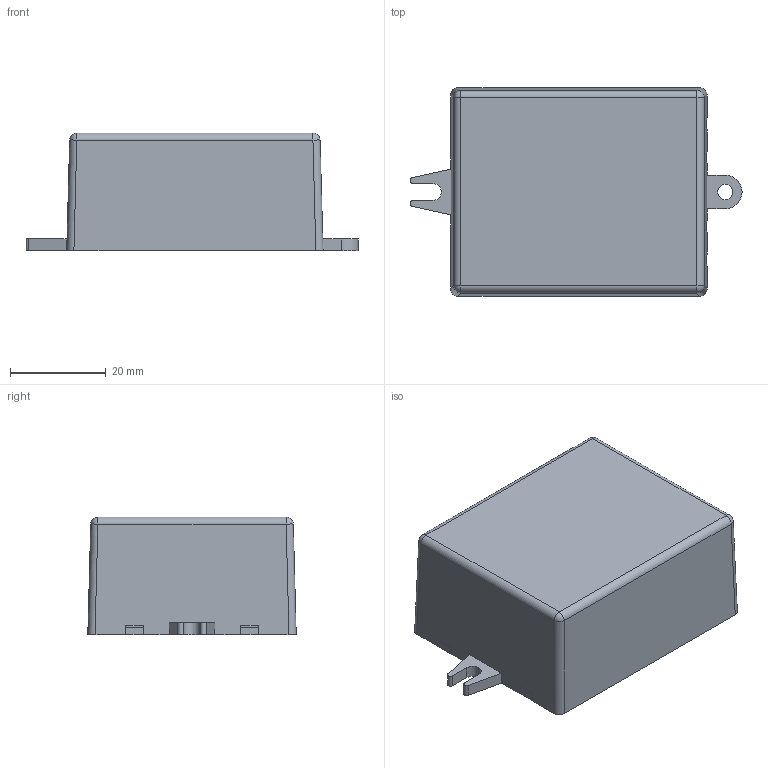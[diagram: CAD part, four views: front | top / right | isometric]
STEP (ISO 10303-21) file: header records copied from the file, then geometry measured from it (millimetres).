
FILE_DESCRIPTION((''),'2;1');
FILE_NAME('LSC20W--_ASM','2019-02-19T',('wsenga'),(''),'PRO/ENGINEER BY PARAMETRIC TECHNOLOGY CORPORATION, 2012360','PRO/ENGINEER BY PARAMETRIC TECHNOLOGY CORPORATION, 2012360','');
FILE_SCHEMA(('CONFIG_CONTROL_DESIGN'));
Length unit declared in the file: millimetre
Products named in the file (3): MAWLSC20W--1A; MAWLSC20W--2A; LSC20W--_ASM
Assembly tree (2 placements, depth 2):
  LSC20W--_ASM
    MAWLSC20W--1A
    MAWLSC20W--2A
Bounding box: 69.3 x 43.5 x 24.6 mm (x, y, z)
Surface area: 18507.4 mm2 (no closed solid volume)
Topology: 0 solids, 2 shells, 237 faces, 649 edges, 422 vertices
Faces by surface type: plane 177, cylinder 52, sphere 8
Entity records: 7543 total; most frequent: CARTESIAN_POINT 1425, ORIENTED_EDGE 1298, DIRECTION 1189, EDGE_CURVE 649, VECTOR 545, LINE 545, VERTEX_POINT 422, AXIS2_PLACEMENT_3D 322
